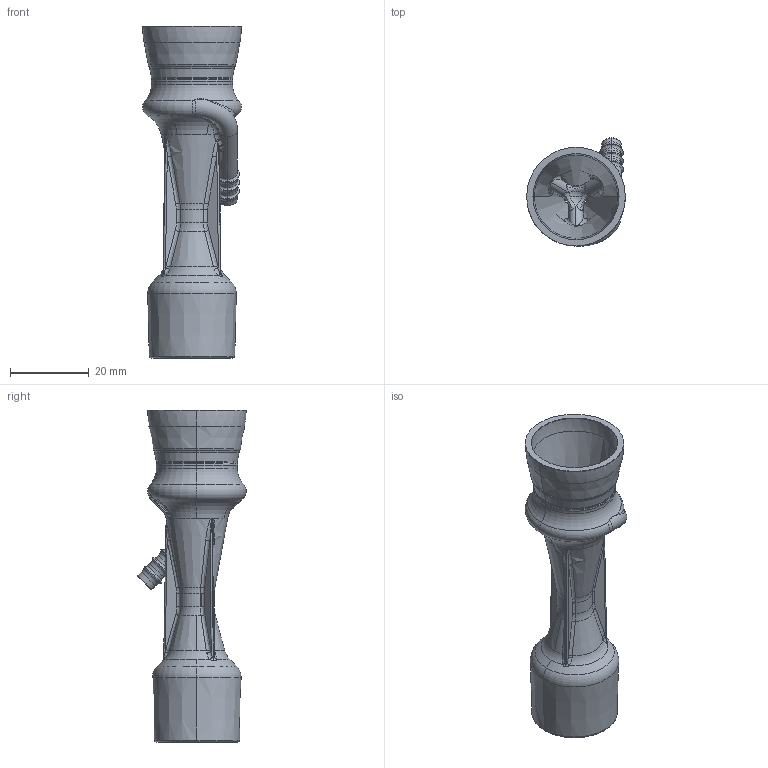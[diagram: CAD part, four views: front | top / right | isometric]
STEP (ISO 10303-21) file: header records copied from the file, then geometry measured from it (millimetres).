
FILE_DESCRIPTION (( 'STEP AP203' ), '1' );
FILE_NAME ('Respirator-free reanimation Venturi''s valve (rev. 4) FiO2-28 Vertical, 1-piece.STEP', '2020-03-25T20:28:05', ( '' ), ( '' ), 'SwSTEP 2.0', 'SolidWorks 2018', '' );
FILE_SCHEMA (( 'CONFIG_CONTROL_DESIGN' ));
Length unit declared in the file: millimetre
Products named in the file (1): Respirator-free reanimation Venturi''s valve (rev. 4) FiO2-28 Vertical, 1-piece
Bounding box: 25 x 27.46 x 84.09 mm (x, y, z)
Volume: 10308.3 mm3; surface area: 11123.2 mm2
Topology: 1 solids, 1 shells, 654 faces, 1626 edges, 980 vertices
Faces by surface type: bspline 303, plane 135, torus 116, cylinder 55, cone 37, sphere 8
Entity records: 36666 total; most frequent: CARTESIAN_POINT 23314, ORIENTED_EDGE 3222, DIRECTION 2096, EDGE_CURVE 1611, VERTEX_POINT 980, AXIS2_PLACEMENT_3D 809, EDGE_LOOP 689, FACE_OUTER_BOUND 654
